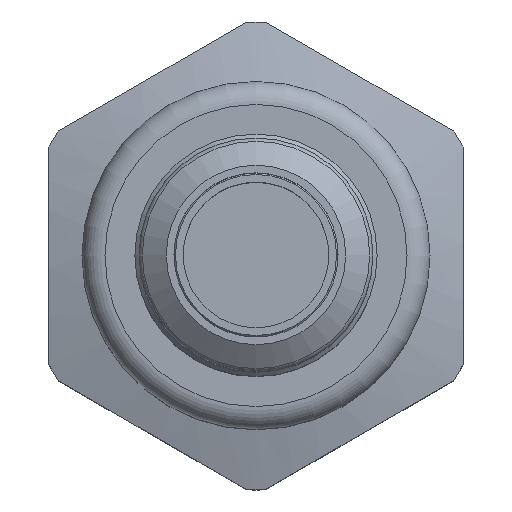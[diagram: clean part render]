
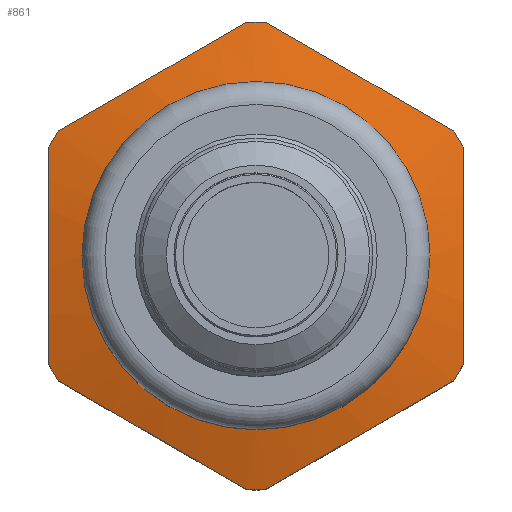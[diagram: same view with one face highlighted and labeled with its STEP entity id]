
A CAD part, top view. The second image highlights one B-rep face of the part: STEP entity #861.
In plain terms, the highlighted conical face has half-angle 75 degrees and reference radius 14.787 mm.
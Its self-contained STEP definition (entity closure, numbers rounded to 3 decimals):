
#15=(
BOUNDED_CURVE()
B_SPLINE_CURVE(2,(#1429,#1430,#1431),.UNSPECIFIED.,.F.,.F.)
B_SPLINE_CURVE_WITH_KNOTS((3,3),(0.444,2.018),
 .UNSPECIFIED.)
CURVE()
GEOMETRIC_REPRESENTATION_ITEM()
RATIONAL_B_SPLINE_CURVE((1.103,1.246,1.103))
REPRESENTATION_ITEM('')
);
#18=(
BOUNDED_CURVE()
B_SPLINE_CURVE(2,(#1446,#1447,#1448),.UNSPECIFIED.,.F.,.F.)
B_SPLINE_CURVE_WITH_KNOTS((3,3),(0.444,2.018),
 .UNSPECIFIED.)
CURVE()
GEOMETRIC_REPRESENTATION_ITEM()
RATIONAL_B_SPLINE_CURVE((1.103,1.246,1.103))
REPRESENTATION_ITEM('')
);
#20=(
BOUNDED_CURVE()
B_SPLINE_CURVE(2,(#1462,#1463,#1464),.UNSPECIFIED.,.F.,.F.)
B_SPLINE_CURVE_WITH_KNOTS((3,3),(0.444,2.018),
 .UNSPECIFIED.)
CURVE()
GEOMETRIC_REPRESENTATION_ITEM()
RATIONAL_B_SPLINE_CURVE((1.103,1.246,1.103))
REPRESENTATION_ITEM('')
);
#21=(
BOUNDED_CURVE()
B_SPLINE_CURVE(2,(#1468,#1469,#1470),.UNSPECIFIED.,.F.,.F.)
B_SPLINE_CURVE_WITH_KNOTS((3,3),(0.444,2.018),
 .UNSPECIFIED.)
CURVE()
GEOMETRIC_REPRESENTATION_ITEM()
RATIONAL_B_SPLINE_CURVE((1.103,1.246,1.103))
REPRESENTATION_ITEM('')
);
#22=(
BOUNDED_CURVE()
B_SPLINE_CURVE(2,(#1474,#1475,#1476),.UNSPECIFIED.,.F.,.F.)
B_SPLINE_CURVE_WITH_KNOTS((3,3),(0.444,2.018),
 .UNSPECIFIED.)
CURVE()
GEOMETRIC_REPRESENTATION_ITEM()
RATIONAL_B_SPLINE_CURVE((1.103,1.246,1.103))
REPRESENTATION_ITEM('')
);
#23=(
BOUNDED_CURVE()
B_SPLINE_CURVE(2,(#1480,#1481,#1482),.UNSPECIFIED.,.F.,.F.)
B_SPLINE_CURVE_WITH_KNOTS((3,3),(0.444,2.018),
 .UNSPECIFIED.)
CURVE()
GEOMETRIC_REPRESENTATION_ITEM()
RATIONAL_B_SPLINE_CURVE((1.103,1.246,1.103))
REPRESENTATION_ITEM('')
);
#41=CONICAL_SURFACE('',#975,14.787,1.309);
#74=LINE('',#1456,#111);
#111=VECTOR('',#1187,14.787);
#184=FACE_OUTER_BOUND('',#245,.T.);
#245=EDGE_LOOP('',(#642,#643,#644,#645,#646,#647,#648,#649,#650,#651,#652,
#653,#654,#655,#656,#657,#658));
#298=CIRCLE('',#958,11.35);
#299=CIRCLE('',#959,11.35);
#307=CIRCLE('',#976,15.25);
#308=CIRCLE('',#977,15.25);
#309=CIRCLE('',#978,15.25);
#310=CIRCLE('',#979,15.25);
#311=CIRCLE('',#980,15.25);
#312=CIRCLE('',#981,15.25);
#313=CIRCLE('',#982,15.25);
#361=VERTEX_POINT('',#1394);
#362=VERTEX_POINT('',#1396);
#370=VERTEX_POINT('',#1426);
#371=VERTEX_POINT('',#1428);
#375=VERTEX_POINT('',#1443);
#376=VERTEX_POINT('',#1445);
#378=VERTEX_POINT('',#1455);
#379=VERTEX_POINT('',#1459);
#380=VERTEX_POINT('',#1461);
#381=VERTEX_POINT('',#1465);
#382=VERTEX_POINT('',#1467);
#383=VERTEX_POINT('',#1471);
#384=VERTEX_POINT('',#1473);
#385=VERTEX_POINT('',#1477);
#386=VERTEX_POINT('',#1479);
#450=EDGE_CURVE('',#362,#361,#298,.T.);
#451=EDGE_CURVE('',#361,#362,#299,.T.);
#464=EDGE_CURVE('',#370,#371,#15,.T.);
#469=EDGE_CURVE('',#375,#376,#18,.T.);
#472=EDGE_CURVE('',#362,#378,#74,.T.);
#473=EDGE_CURVE('',#378,#371,#307,.T.);
#474=EDGE_CURVE('',#370,#376,#308,.T.);
#475=EDGE_CURVE('',#375,#379,#309,.T.);
#476=EDGE_CURVE('',#380,#379,#20,.T.);
#477=EDGE_CURVE('',#380,#381,#310,.T.);
#478=EDGE_CURVE('',#382,#381,#21,.T.);
#479=EDGE_CURVE('',#382,#383,#311,.T.);
#480=EDGE_CURVE('',#384,#383,#22,.T.);
#481=EDGE_CURVE('',#384,#385,#312,.T.);
#482=EDGE_CURVE('',#386,#385,#23,.T.);
#483=EDGE_CURVE('',#386,#378,#313,.T.);
#642=ORIENTED_EDGE('',*,*,#450,.T.);
#643=ORIENTED_EDGE('',*,*,#451,.T.);
#644=ORIENTED_EDGE('',*,*,#472,.T.);
#645=ORIENTED_EDGE('',*,*,#473,.T.);
#646=ORIENTED_EDGE('',*,*,#464,.F.);
#647=ORIENTED_EDGE('',*,*,#474,.T.);
#648=ORIENTED_EDGE('',*,*,#469,.F.);
#649=ORIENTED_EDGE('',*,*,#475,.T.);
#650=ORIENTED_EDGE('',*,*,#476,.F.);
#651=ORIENTED_EDGE('',*,*,#477,.T.);
#652=ORIENTED_EDGE('',*,*,#478,.F.);
#653=ORIENTED_EDGE('',*,*,#479,.T.);
#654=ORIENTED_EDGE('',*,*,#480,.F.);
#655=ORIENTED_EDGE('',*,*,#481,.T.);
#656=ORIENTED_EDGE('',*,*,#482,.F.);
#657=ORIENTED_EDGE('',*,*,#483,.T.);
#658=ORIENTED_EDGE('',*,*,#472,.F.);
#861=ADVANCED_FACE('',(#184),#41,.T.);
#958=AXIS2_PLACEMENT_3D('',#1397,#1144,#1145);
#959=AXIS2_PLACEMENT_3D('',#1398,#1146,#1147);
#975=AXIS2_PLACEMENT_3D('',#1454,#1185,#1186);
#976=AXIS2_PLACEMENT_3D('',#1457,#1188,#1189);
#977=AXIS2_PLACEMENT_3D('',#1458,#1190,#1191);
#978=AXIS2_PLACEMENT_3D('',#1460,#1192,#1193);
#979=AXIS2_PLACEMENT_3D('',#1466,#1194,#1195);
#980=AXIS2_PLACEMENT_3D('',#1472,#1196,#1197);
#981=AXIS2_PLACEMENT_3D('',#1478,#1198,#1199);
#982=AXIS2_PLACEMENT_3D('',#1483,#1200,#1201);
#1144=DIRECTION('center_axis',(0.,0.,-1.));
#1145=DIRECTION('ref_axis',(0.,1.,0.));
#1146=DIRECTION('center_axis',(0.,0.,-1.));
#1147=DIRECTION('ref_axis',(0.,1.,0.));
#1185=DIRECTION('center_axis',(0.,0.,-1.));
#1186=DIRECTION('ref_axis',(0.,1.,0.));
#1187=DIRECTION('',(0.,-0.966,-0.259));
#1188=DIRECTION('center_axis',(0.,0.,1.));
#1189=DIRECTION('ref_axis',(0.,-1.,0.));
#1190=DIRECTION('center_axis',(0.,0.,1.));
#1191=DIRECTION('ref_axis',(0.,-1.,0.));
#1192=DIRECTION('center_axis',(0.,0.,1.));
#1193=DIRECTION('ref_axis',(0.,-1.,0.));
#1194=DIRECTION('center_axis',(0.,0.,1.));
#1195=DIRECTION('ref_axis',(0.,-1.,0.));
#1196=DIRECTION('center_axis',(0.,0.,1.));
#1197=DIRECTION('ref_axis',(0.,-1.,0.));
#1198=DIRECTION('center_axis',(0.,0.,1.));
#1199=DIRECTION('ref_axis',(0.,-1.,0.));
#1200=DIRECTION('center_axis',(0.,0.,1.));
#1201=DIRECTION('ref_axis',(0.,-1.,0.));
#1394=CARTESIAN_POINT('',(11.35,0.,-1.));
#1396=CARTESIAN_POINT('',(0.,-11.35,-1.));
#1397=CARTESIAN_POINT('Origin',(0.,0.,-1.));
#1398=CARTESIAN_POINT('Origin',(0.,0.,-1.));
#1426=CARTESIAN_POINT('',(12.893,-8.145,-2.045));
#1428=CARTESIAN_POINT('',(0.607,-15.238,-2.045));
#1429=CARTESIAN_POINT('Ctrl Pts',(12.893,-8.145,-2.045));
#1430=CARTESIAN_POINT('Ctrl Pts',(6.75,-11.691,-1.161));
#1431=CARTESIAN_POINT('Ctrl Pts',(0.607,-15.238,-2.045));
#1443=CARTESIAN_POINT('',(13.5,7.093,-2.045));
#1445=CARTESIAN_POINT('',(13.5,-7.093,-2.045));
#1446=CARTESIAN_POINT('Ctrl Pts',(13.5,7.093,-2.045));
#1447=CARTESIAN_POINT('Ctrl Pts',(13.5,0.,-1.161));
#1448=CARTESIAN_POINT('Ctrl Pts',(13.5,-7.093,-2.045));
#1454=CARTESIAN_POINT('Origin',(0.,0.,-1.921));
#1455=CARTESIAN_POINT('',(0.,-15.25,-2.045));
#1456=CARTESIAN_POINT('',(0.,-14.787,-1.921));
#1457=CARTESIAN_POINT('Origin',(0.,0.,-2.045));
#1458=CARTESIAN_POINT('Origin',(0.,0.,-2.045));
#1459=CARTESIAN_POINT('',(12.893,8.145,-2.045));
#1460=CARTESIAN_POINT('Origin',(0.,0.,-2.045));
#1461=CARTESIAN_POINT('',(0.607,15.238,-2.045));
#1462=CARTESIAN_POINT('Ctrl Pts',(0.607,15.238,-2.045));
#1463=CARTESIAN_POINT('Ctrl Pts',(6.75,11.691,-1.161));
#1464=CARTESIAN_POINT('Ctrl Pts',(12.893,8.145,-2.045));
#1465=CARTESIAN_POINT('',(-0.607,15.238,-2.045));
#1466=CARTESIAN_POINT('Origin',(0.,0.,-2.045));
#1467=CARTESIAN_POINT('',(-12.893,8.145,-2.045));
#1468=CARTESIAN_POINT('Ctrl Pts',(-12.893,8.145,-2.045));
#1469=CARTESIAN_POINT('Ctrl Pts',(-6.75,11.691,-1.161));
#1470=CARTESIAN_POINT('Ctrl Pts',(-0.607,15.238,-2.045));
#1471=CARTESIAN_POINT('',(-13.5,7.093,-2.045));
#1472=CARTESIAN_POINT('Origin',(0.,0.,-2.045));
#1473=CARTESIAN_POINT('',(-13.5,-7.093,-2.045));
#1474=CARTESIAN_POINT('Ctrl Pts',(-13.5,-7.093,-2.045));
#1475=CARTESIAN_POINT('Ctrl Pts',(-13.5,0.,-1.161));
#1476=CARTESIAN_POINT('Ctrl Pts',(-13.5,7.093,-2.045));
#1477=CARTESIAN_POINT('',(-12.893,-8.145,-2.045));
#1478=CARTESIAN_POINT('Origin',(0.,0.,-2.045));
#1479=CARTESIAN_POINT('',(-0.607,-15.238,-2.045));
#1480=CARTESIAN_POINT('Ctrl Pts',(-0.607,-15.238,-2.045));
#1481=CARTESIAN_POINT('Ctrl Pts',(-6.75,-11.691,-1.161));
#1482=CARTESIAN_POINT('Ctrl Pts',(-12.893,-8.145,-2.045));
#1483=CARTESIAN_POINT('Origin',(0.,0.,-2.045));
